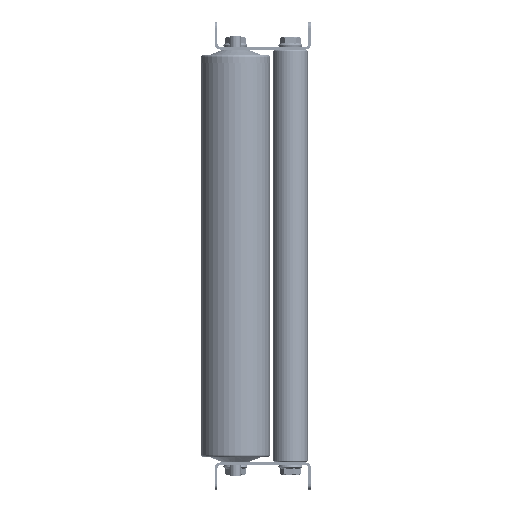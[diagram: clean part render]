
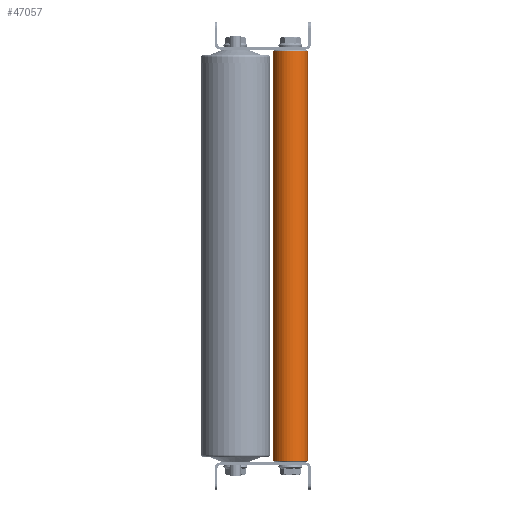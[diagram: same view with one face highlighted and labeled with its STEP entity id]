
A CAD part, left-side view. The second image highlights one B-rep face of the part: STEP entity #47057.
In plain terms, the highlighted cylindrical face has radius 12.5 mm (diameter 25 mm), a partial arc.
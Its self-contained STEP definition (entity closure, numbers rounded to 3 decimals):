
#2269 = AXIS2_PLACEMENT_3D ( 'NONE', #9525, #54008, #23599 ) ;
#6129 = CIRCLE ( 'NONE', #42697, 12.5 ) ;
#6556 = VERTEX_POINT ( 'NONE', #21411 ) ;
#8856 = DIRECTION ( 'NONE',  ( -1., 0., 0. ) ) ;
#9525 = CARTESIAN_POINT ( 'NONE',  ( 1., 0., 0. ) ) ;
#12893 = CARTESIAN_POINT ( 'NONE',  ( 300., 0., 12.5 ) ) ;
#13755 = CYLINDRICAL_SURFACE ( 'NONE', #50540, 12.5 ) ;
#14531 = VERTEX_POINT ( 'NONE', #60602 ) ;
#15980 = VECTOR ( 'NONE', #47863, 1000. ) ;
#16521 = EDGE_CURVE ( 'NONE', #58210, #40829, #46665, .T. ) ;
#20093 = ORIENTED_EDGE ( 'NONE', *, *, #61147, .T. ) ;
#21411 = CARTESIAN_POINT ( 'NONE',  ( 1., 0., -12.5 ) ) ;
#22718 = EDGE_CURVE ( 'NONE', #6556, #40829, #31580, .T. ) ;
#23599 = DIRECTION ( 'NONE',  ( 0., 0., -1. ) ) ;
#25907 = LINE ( 'NONE', #45835, #36659 ) ;
#28805 = CARTESIAN_POINT ( 'NONE',  ( 300., 0., 0. ) ) ;
#31580 = CIRCLE ( 'NONE', #2269, 12.5 ) ;
#32630 = EDGE_LOOP ( 'NONE', ( #20093, #60101, #50627, #39816 ) ) ;
#36659 = VECTOR ( 'NONE', #55366, 1000. ) ;
#39039 = CARTESIAN_POINT ( 'NONE',  ( 299., 0., 12.5 ) ) ;
#39263 = DIRECTION ( 'NONE',  ( 0., 0., 1. ) ) ;
#39816 = ORIENTED_EDGE ( 'NONE', *, *, #16521, .F. ) ;
#40829 = VERTEX_POINT ( 'NONE', #54493 ) ;
#42697 = AXIS2_PLACEMENT_3D ( 'NONE', #62884, #8856, #52374 ) ;
#45835 = CARTESIAN_POINT ( 'NONE',  ( 300., 0., -12.5 ) ) ;
#46665 = LINE ( 'NONE', #12893, #15980 ) ;
#47057 = ADVANCED_FACE ( 'NONE', ( #64154 ), #13755, .T. ) ;
#47863 = DIRECTION ( 'NONE',  ( -1., 0., 0. ) ) ;
#48743 = DIRECTION ( 'NONE',  ( -1., 0., 0. ) ) ;
#50540 = AXIS2_PLACEMENT_3D ( 'NONE', #28805, #48743, #39263 ) ;
#50627 = ORIENTED_EDGE ( 'NONE', *, *, #22718, .T. ) ;
#52374 = DIRECTION ( 'NONE',  ( 0., 0., -1. ) ) ;
#54008 = DIRECTION ( 'NONE',  ( 1., 0., 0. ) ) ;
#54493 = CARTESIAN_POINT ( 'NONE',  ( 1., 0., 12.5 ) ) ;
#55366 = DIRECTION ( 'NONE',  ( -1., 0., 0. ) ) ;
#58210 = VERTEX_POINT ( 'NONE', #39039 ) ;
#60101 = ORIENTED_EDGE ( 'NONE', *, *, #62380, .T. ) ;
#60602 = CARTESIAN_POINT ( 'NONE',  ( 299., 0., -12.5 ) ) ;
#61147 = EDGE_CURVE ( 'NONE', #58210, #14531, #6129, .T. ) ;
#62380 = EDGE_CURVE ( 'NONE', #14531, #6556, #25907, .T. ) ;
#62884 = CARTESIAN_POINT ( 'NONE',  ( 299., 0., 0. ) ) ;
#64154 = FACE_OUTER_BOUND ( 'NONE', #32630, .T. ) ;
